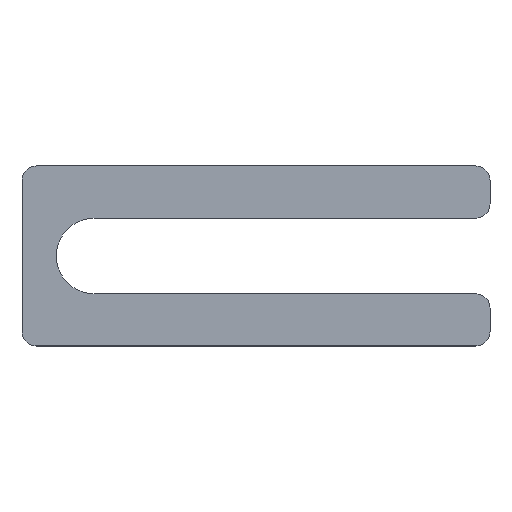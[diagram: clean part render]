
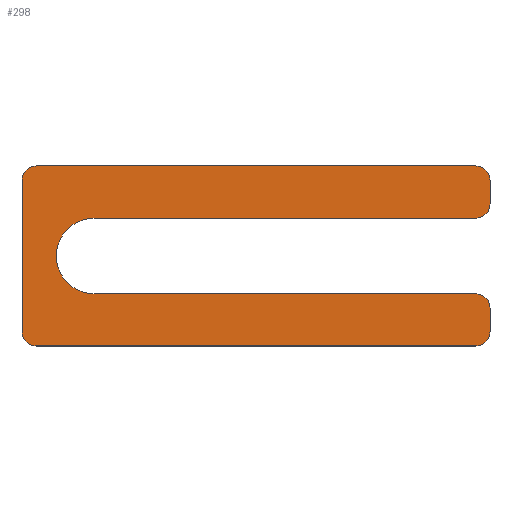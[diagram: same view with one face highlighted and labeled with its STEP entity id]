
A CAD part, top view. The second image highlights one B-rep face of the part: STEP entity #298.
In plain terms, the highlighted planar face has unit normal (0, 0, 1).
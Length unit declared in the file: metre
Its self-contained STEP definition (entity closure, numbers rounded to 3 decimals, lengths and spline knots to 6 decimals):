
#13=CIRCLE('',#316,0.00525);
#15=CIRCLE('',#320,0.002);
#17=CIRCLE('',#324,0.002);
#19=CIRCLE('',#328,0.002);
#21=CIRCLE('',#332,0.002);
#23=CIRCLE('',#336,0.002);
#25=CIRCLE('',#340,0.002);
#89=ORIENTED_EDGE('',*,*,#119,.F.);
#90=ORIENTED_EDGE('',*,*,#123,.F.);
#91=ORIENTED_EDGE('',*,*,#126,.T.);
#92=ORIENTED_EDGE('',*,*,#129,.T.);
#93=ORIENTED_EDGE('',*,*,#132,.T.);
#94=ORIENTED_EDGE('',*,*,#135,.T.);
#95=ORIENTED_EDGE('',*,*,#138,.T.);
#96=ORIENTED_EDGE('',*,*,#141,.T.);
#97=ORIENTED_EDGE('',*,*,#144,.F.);
#98=ORIENTED_EDGE('',*,*,#147,.T.);
#99=ORIENTED_EDGE('',*,*,#150,.F.);
#100=ORIENTED_EDGE('',*,*,#153,.T.);
#101=ORIENTED_EDGE('',*,*,#156,.T.);
#102=ORIENTED_EDGE('',*,*,#158,.T.);
#119=EDGE_CURVE('',#161,#162,#189,.T.);
#123=EDGE_CURVE('',#164,#161,#13,.T.);
#126=EDGE_CURVE('',#164,#166,#194,.T.);
#129=EDGE_CURVE('',#166,#168,#15,.T.);
#132=EDGE_CURVE('',#168,#170,#198,.T.);
#135=EDGE_CURVE('',#170,#172,#17,.T.);
#138=EDGE_CURVE('',#172,#174,#202,.T.);
#141=EDGE_CURVE('',#174,#176,#19,.T.);
#144=EDGE_CURVE('',#178,#176,#206,.T.);
#147=EDGE_CURVE('',#178,#180,#21,.T.);
#150=EDGE_CURVE('',#182,#180,#210,.T.);
#153=EDGE_CURVE('',#182,#184,#23,.T.);
#156=EDGE_CURVE('',#184,#186,#214,.T.);
#158=EDGE_CURVE('',#186,#162,#25,.T.);
#161=VERTEX_POINT('',#439);
#162=VERTEX_POINT('',#441);
#164=VERTEX_POINT('',#447);
#166=VERTEX_POINT('',#453);
#168=VERTEX_POINT('',#459);
#170=VERTEX_POINT('',#465);
#172=VERTEX_POINT('',#471);
#174=VERTEX_POINT('',#477);
#176=VERTEX_POINT('',#483);
#178=VERTEX_POINT('',#489);
#180=VERTEX_POINT('',#495);
#182=VERTEX_POINT('',#501);
#184=VERTEX_POINT('',#507);
#186=VERTEX_POINT('',#513);
#189=LINE('',#440,#217);
#194=LINE('',#454,#222);
#198=LINE('',#466,#226);
#202=LINE('',#478,#230);
#206=LINE('',#490,#234);
#210=LINE('',#502,#238);
#214=LINE('',#514,#242);
#217=VECTOR('',#349,1.);
#222=VECTOR('',#362,1.);
#226=VECTOR('',#374,1.);
#230=VECTOR('',#386,1.);
#234=VECTOR('',#398,1.);
#238=VECTOR('',#410,1.);
#242=VECTOR('',#422,1.);
#257=EDGE_LOOP('',(#89,#90,#91,#92,#93,#94,#95,#96,#97,#98,#99,#100,#101,
#102));
#273=FACE_BOUND('',#257,.T.);
#282=PLANE('',#341);
#298=ADVANCED_FACE('',(#273),#282,.T.);
#316=AXIS2_PLACEMENT_3D('',#448,#356,#357);
#320=AXIS2_PLACEMENT_3D('',#460,#368,#369);
#324=AXIS2_PLACEMENT_3D('',#472,#380,#381);
#328=AXIS2_PLACEMENT_3D('',#484,#392,#393);
#332=AXIS2_PLACEMENT_3D('',#496,#404,#405);
#336=AXIS2_PLACEMENT_3D('',#508,#416,#417);
#340=AXIS2_PLACEMENT_3D('',#517,#427,#428);
#341=AXIS2_PLACEMENT_3D('',#518,#429,#430);
#349=DIRECTION('',(1.,0.,0.));
#356=DIRECTION('',(0.,0.,1.));
#357=DIRECTION('',(1.,0.,0.));
#362=DIRECTION('',(1.,0.,0.));
#368=DIRECTION('',(0.,0.,1.));
#369=DIRECTION('',(1.,0.,0.));
#374=DIRECTION('',(0.,1.,0.));
#380=DIRECTION('',(0.,0.,1.));
#381=DIRECTION('',(1.,0.,0.));
#386=DIRECTION('',(-1.,0.,0.));
#392=DIRECTION('',(0.,0.,1.));
#393=DIRECTION('',(1.,0.,0.));
#398=DIRECTION('',(0.,1.,0.));
#404=DIRECTION('',(0.,0.,1.));
#405=DIRECTION('',(1.,0.,0.));
#410=DIRECTION('',(-1.,0.,0.));
#416=DIRECTION('',(0.,0.,1.));
#417=DIRECTION('',(1.,0.,0.));
#422=DIRECTION('',(0.,1.,0.));
#427=DIRECTION('',(0.,0.,1.));
#428=DIRECTION('',(1.,0.,0.));
#429=DIRECTION('',(0.,0.,1.));
#430=DIRECTION('',(1.,0.,0.));
#439=CARTESIAN_POINT('',(-0.0225,-0.00525,0.0005));
#440=CARTESIAN_POINT('',(0.004,-0.00525,0.0005));
#441=CARTESIAN_POINT('',(0.0305,-0.00525,0.0005));
#447=CARTESIAN_POINT('',(-0.0225,0.00525,0.0005));
#448=CARTESIAN_POINT('',(-0.0225,0.,0.0005));
#453=CARTESIAN_POINT('',(0.0305,0.00525,0.0005));
#454=CARTESIAN_POINT('',(0.004,0.00525,0.0005));
#459=CARTESIAN_POINT('',(0.0325,0.00725,0.0005));
#460=CARTESIAN_POINT('',(0.0305,0.00725,0.0005));
#465=CARTESIAN_POINT('',(0.0325,0.0105,0.0005));
#466=CARTESIAN_POINT('',(0.0325,0.008875,0.0005));
#471=CARTESIAN_POINT('',(0.0305,0.0125,0.0005));
#472=CARTESIAN_POINT('',(0.0305,0.0105,0.0005));
#477=CARTESIAN_POINT('',(-0.0305,0.0125,0.0005));
#478=CARTESIAN_POINT('',(0.,0.0125,0.0005));
#483=CARTESIAN_POINT('',(-0.0325,0.0105,0.0005));
#484=CARTESIAN_POINT('',(-0.0305,0.0105,0.0005));
#489=CARTESIAN_POINT('',(-0.0325,-0.0105,0.0005));
#490=CARTESIAN_POINT('',(-0.0325,0.,0.0005));
#495=CARTESIAN_POINT('',(-0.0305,-0.0125,0.0005));
#496=CARTESIAN_POINT('',(-0.0305,-0.0105,0.0005));
#501=CARTESIAN_POINT('',(0.0305,-0.0125,0.0005));
#502=CARTESIAN_POINT('',(0.,-0.0125,0.0005));
#507=CARTESIAN_POINT('',(0.0325,-0.0105,0.0005));
#508=CARTESIAN_POINT('',(0.0305,-0.0105,0.0005));
#513=CARTESIAN_POINT('',(0.0325,-0.00725,0.0005));
#514=CARTESIAN_POINT('',(0.0325,-0.008875,0.0005));
#517=CARTESIAN_POINT('',(0.0305,-0.00725,0.0005));
#518=CARTESIAN_POINT('',(0.,0.,0.0005));
